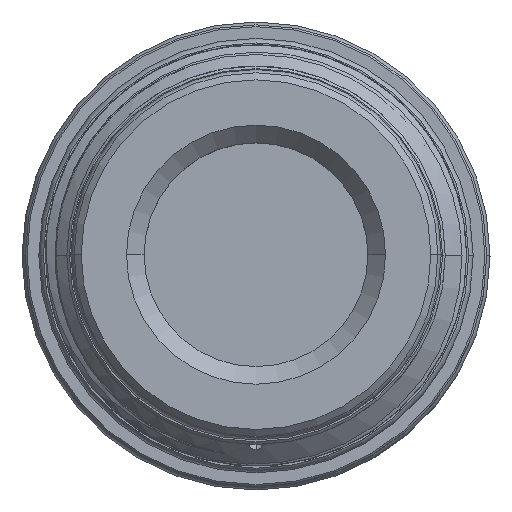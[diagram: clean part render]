
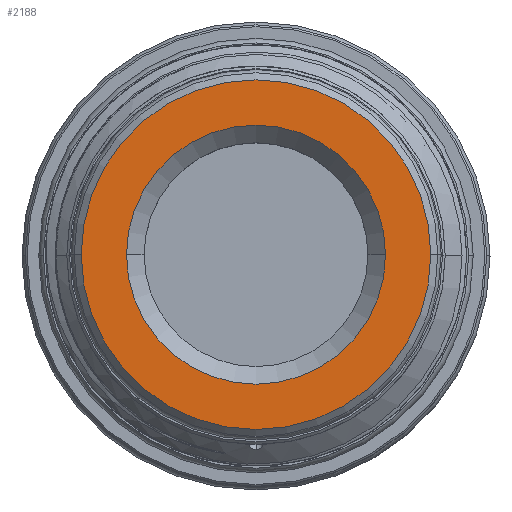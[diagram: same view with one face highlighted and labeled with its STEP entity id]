
A CAD part, top view. The second image highlights one B-rep face of the part: STEP entity #2188.
In plain terms, the highlighted planar face has unit normal (0, 0, 1).
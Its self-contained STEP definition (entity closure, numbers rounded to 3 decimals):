
#2188 = ADVANCED_FACE ( 'NONE', ( #26552, #26562 ), #40229, .F. ) ;
#5308 = EDGE_LOOP ( 'NONE', ( #7577, #7578 ) ) ;
#5328 = EDGE_LOOP ( 'NONE', ( #7575, #7576 ) ) ;
#7575 = ORIENTED_EDGE ( 'NONE', *, *, #48604, .T. ) ;
#7576 = ORIENTED_EDGE ( 'NONE', *, *, #50609, .T. ) ;
#7577 = ORIENTED_EDGE ( 'NONE', *, *, #48634, .F. ) ;
#7578 = ORIENTED_EDGE ( 'NONE', *, *, #50612, .F. ) ;
#7950 = VERTEX_POINT ( 'NONE', #45715 ) ;
#7953 = VERTEX_POINT ( 'NONE', #45718 ) ;
#7954 = VERTEX_POINT ( 'NONE', #45719 ) ;
#7982 = VERTEX_POINT ( 'NONE', #45747 ) ;
#13932 = AXIS2_PLACEMENT_3D ( 'NONE', #40228, #40234, #40235 ) ;
#14840 = CIRCLE ( 'NONE', #15007, 14.7 ) ;
#14858 = CIRCLE ( 'NONE', #15018, 19.84 ) ;
#15007 = AXIS2_PLACEMENT_3D ( 'NONE', #21606, #21607, #21608 ) ;
#15018 = AXIS2_PLACEMENT_3D ( 'NONE', #21650, #21651, #21652 ) ;
#21606 = CARTESIAN_POINT ( 'NONE',  ( 0., 0., 77.064 ) ) ;
#21607 = DIRECTION ( 'NONE',  ( 0., 0., -1. ) ) ;
#21608 = DIRECTION ( 'NONE',  ( -1., 0., 0. ) ) ;
#21650 = CARTESIAN_POINT ( 'NONE',  ( 0., 0., 77.064 ) ) ;
#21651 = DIRECTION ( 'NONE',  ( 0., 0., -1. ) ) ;
#21652 = DIRECTION ( 'NONE',  ( -1., 0., 0. ) ) ;
#26552 = FACE_BOUND ( 'NONE', #5328, .T. ) ;
#26562 = FACE_OUTER_BOUND ( 'NONE', #5308, .T. ) ;
#35637 = CIRCLE ( 'NONE', #41753, 14.7 ) ;
#35640 = CIRCLE ( 'NONE', #41754, 19.84 ) ;
#40228 = CARTESIAN_POINT ( 'NONE',  ( 0., 0., 77.064 ) ) ;
#40229 = PLANE ( 'NONE',  #13932 ) ;
#40234 = DIRECTION ( 'NONE',  ( 0., 0., -1. ) ) ;
#40235 = DIRECTION ( 'NONE',  ( -1., 0., 0. ) ) ;
#41619 = CARTESIAN_POINT ( 'NONE',  ( 0., 0., 77.064 ) ) ;
#41620 = DIRECTION ( 'NONE',  ( 0., 0., -1. ) ) ;
#41621 = DIRECTION ( 'NONE',  ( -1., 0., 0. ) ) ;
#41622 = CARTESIAN_POINT ( 'NONE',  ( 0., 0., 77.064 ) ) ;
#41623 = DIRECTION ( 'NONE',  ( 0., 0., -1. ) ) ;
#41624 = DIRECTION ( 'NONE',  ( -1., 0., 0. ) ) ;
#41753 = AXIS2_PLACEMENT_3D ( 'NONE', #41619, #41620, #41621 ) ;
#41754 = AXIS2_PLACEMENT_3D ( 'NONE', #41622, #41623, #41624 ) ;
#45715 = CARTESIAN_POINT ( 'NONE',  ( 19.84, 0., 77.064 ) ) ;
#45718 = CARTESIAN_POINT ( 'NONE',  ( 14.7, 0., 77.064 ) ) ;
#45719 = CARTESIAN_POINT ( 'NONE',  ( -14.7, 0., 77.064 ) ) ;
#45747 = CARTESIAN_POINT ( 'NONE',  ( -19.84, 0., 77.064 ) ) ;
#48604 = EDGE_CURVE ( 'NONE', #7953, #7954, #14840, .T. ) ;
#48634 = EDGE_CURVE ( 'NONE', #7982, #7950, #14858, .T. ) ;
#50609 = EDGE_CURVE ( 'NONE', #7954, #7953, #35637, .T. ) ;
#50612 = EDGE_CURVE ( 'NONE', #7950, #7982, #35640, .T. ) ;
